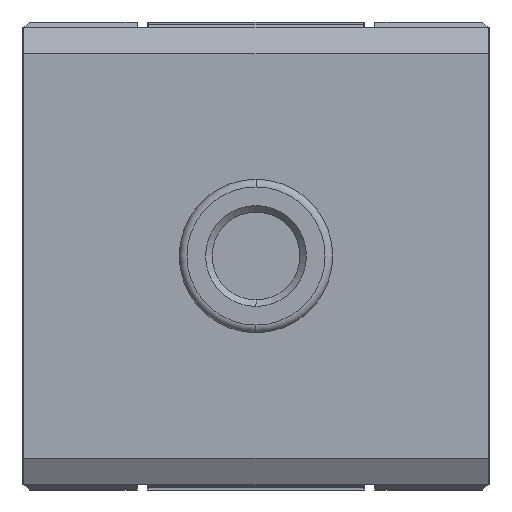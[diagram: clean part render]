
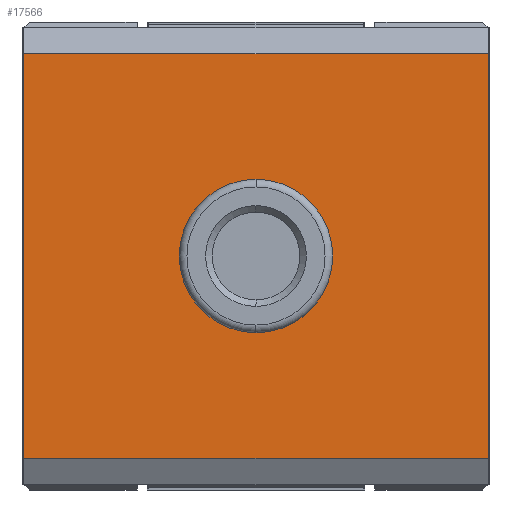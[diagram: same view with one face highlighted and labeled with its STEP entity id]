
A CAD part, front view. The second image highlights one B-rep face of the part: STEP entity #17566.
In plain terms, the highlighted planar face has unit normal (0, -1, 0).
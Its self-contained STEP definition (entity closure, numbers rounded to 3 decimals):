
#808 = VERTEX_POINT ( 'NONE', #7166 ) ;
#1108 = DIRECTION ( 'NONE',  ( 0., 0., -1. ) ) ;
#1369 = CARTESIAN_POINT ( 'NONE',  ( 0., -32.5, -10. ) ) ;
#1392 = VERTEX_POINT ( 'NONE', #13856 ) ;
#1673 = ORIENTED_EDGE ( 'NONE', *, *, #4414, .T. ) ;
#1963 = AXIS2_PLACEMENT_3D ( 'NONE', #10566, #14451, #1108 ) ;
#3385 = LINE ( 'NONE', #10974, #21437 ) ;
#3415 = PLANE ( 'NONE',  #23930 ) ;
#4414 = EDGE_CURVE ( 'NONE', #5241, #23903, #12614, .T. ) ;
#4561 = DIRECTION ( 'NONE',  ( -1., 0., 0. ) ) ;
#4642 = ORIENTED_EDGE ( 'NONE', *, *, #11459, .F. ) ;
#5091 = DIRECTION ( 'NONE',  ( 0., 0., -1. ) ) ;
#5241 = VERTEX_POINT ( 'NONE', #7343 ) ;
#5615 = DIRECTION ( 'NONE',  ( 0., 0., -1. ) ) ;
#5811 = EDGE_CURVE ( 'NONE', #23903, #1392, #3385, .T. ) ;
#7143 = DIRECTION ( 'NONE',  ( 0., 0., -1. ) ) ;
#7166 = CARTESIAN_POINT ( 'NONE',  ( 30.25, -32.5, -26.336 ) ) ;
#7243 = VECTOR ( 'NONE', #7143, 1000. ) ;
#7343 = CARTESIAN_POINT ( 'NONE',  ( 30.25, -32.5, 26.336 ) ) ;
#7508 = CARTESIAN_POINT ( 'NONE',  ( -30.25, -32.5, -26.336 ) ) ;
#7652 = CIRCLE ( 'NONE', #13228, 10. ) ;
#7743 = VERTEX_POINT ( 'NONE', #1369 ) ;
#7822 = ORIENTED_EDGE ( 'NONE', *, *, #19468, .F. ) ;
#10566 = CARTESIAN_POINT ( 'NONE',  ( 0., -32.5, 0. ) ) ;
#10778 = ORIENTED_EDGE ( 'NONE', *, *, #23346, .F. ) ;
#10974 = CARTESIAN_POINT ( 'NONE',  ( -30.25, -32.5, -26.336 ) ) ;
#11459 = EDGE_CURVE ( 'NONE', #24605, #7743, #13098, .T. ) ;
#12614 = LINE ( 'NONE', #12876, #19123 ) ;
#12876 = CARTESIAN_POINT ( 'NONE',  ( -30.25, -32.5, 26.336 ) ) ;
#13098 = CIRCLE ( 'NONE', #1963, 10. ) ;
#13228 = AXIS2_PLACEMENT_3D ( 'NONE', #22462, #16712, #5091 ) ;
#13856 = CARTESIAN_POINT ( 'NONE',  ( -30.25, -32.5, -26.336 ) ) ;
#14451 = DIRECTION ( 'NONE',  ( 0., -1., 0. ) ) ;
#14511 = CARTESIAN_POINT ( 'NONE',  ( 30.25, -32.5, 26.336 ) ) ;
#14780 = ORIENTED_EDGE ( 'NONE', *, *, #22271, .F. ) ;
#14995 = FACE_BOUND ( 'NONE', #19489, .T. ) ;
#15729 = CARTESIAN_POINT ( 'NONE',  ( 0., -32.5, 10. ) ) ;
#16712 = DIRECTION ( 'NONE',  ( 0., -1., 0. ) ) ;
#17332 = LINE ( 'NONE', #22824, #23154 ) ;
#17566 = ADVANCED_FACE ( 'NONE', ( #14995, #24621 ), #3415, .T. ) ;
#17588 = ORIENTED_EDGE ( 'NONE', *, *, #5811, .T. ) ;
#18629 = DIRECTION ( 'NONE',  ( 0., -1., 0. ) ) ;
#19123 = VECTOR ( 'NONE', #20243, 1000. ) ;
#19468 = EDGE_CURVE ( 'NONE', #5241, #808, #22003, .T. ) ;
#19489 = EDGE_LOOP ( 'NONE', ( #4642, #10778 ) ) ;
#20243 = DIRECTION ( 'NONE',  ( -1., 0., 0. ) ) ;
#21437 = VECTOR ( 'NONE', #5615, 1000. ) ;
#22003 = LINE ( 'NONE', #14511, #7243 ) ;
#22271 = EDGE_CURVE ( 'NONE', #808, #1392, #17332, .T. ) ;
#22462 = CARTESIAN_POINT ( 'NONE',  ( 0., -32.5, 0. ) ) ;
#22752 = DIRECTION ( 'NONE',  ( 0., 0., -1. ) ) ;
#22824 = CARTESIAN_POINT ( 'NONE',  ( -30.25, -32.5, -26.336 ) ) ;
#23033 = EDGE_LOOP ( 'NONE', ( #17588, #14780, #7822, #1673 ) ) ;
#23154 = VECTOR ( 'NONE', #4561, 1000. ) ;
#23346 = EDGE_CURVE ( 'NONE', #7743, #24605, #7652, .T. ) ;
#23553 = CARTESIAN_POINT ( 'NONE',  ( -30.25, -32.5, 26.336 ) ) ;
#23903 = VERTEX_POINT ( 'NONE', #23553 ) ;
#23930 = AXIS2_PLACEMENT_3D ( 'NONE', #7508, #18629, #22752 ) ;
#24605 = VERTEX_POINT ( 'NONE', #15729 ) ;
#24621 = FACE_OUTER_BOUND ( 'NONE', #23033, .T. ) ;
